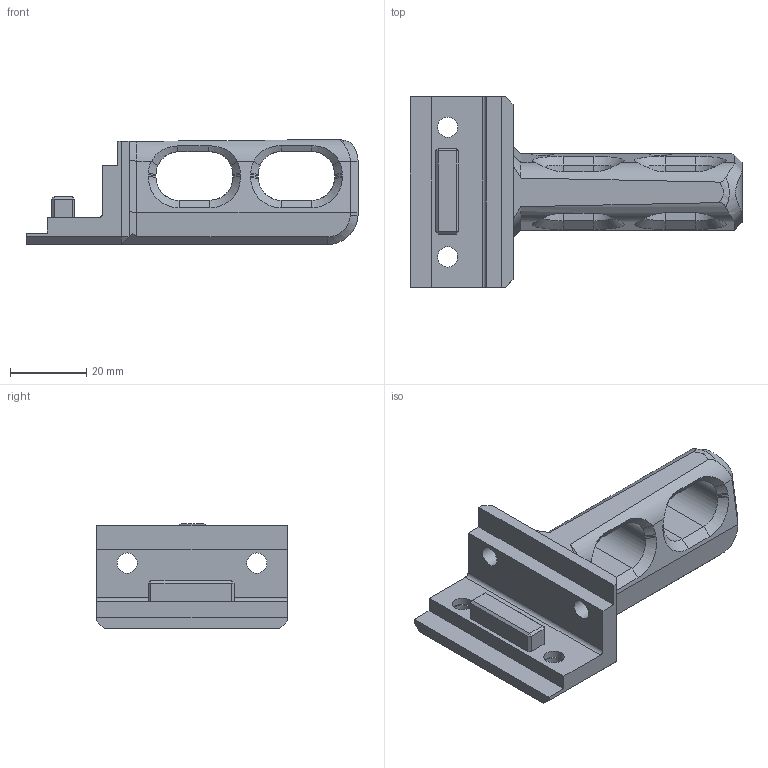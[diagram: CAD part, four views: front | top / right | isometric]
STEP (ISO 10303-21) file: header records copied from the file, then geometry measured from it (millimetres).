
FILE_DESCRIPTION(/* description */ (''),/* implementation_level */ '2;1');
FILE_NAME(/* name */ 'PSF_2020_Mount_Perpendicular.step',/* time_stamp */ '2026-02-07T17:22:06-05:00',/* author */ (''),/* organization */ (''),/* preprocessor_version */ 'ST-DEVELOPER v20.1',/* originating_system */ 'Autodesk Translation Framework v14.24.0.0',/* authorisation */ '');
FILE_SCHEMA (('AUTOMOTIVE_DESIGN { 1 0 10303 214 3 1 1 }'));
Length unit declared in the file: millimetre
Products named in the file (1): PSF published parts
Bounding box: 87 x 50 x 27.51 mm (x, y, z)
Volume: 31462.5 mm3; surface area: 12816.7 mm2
Topology: 1 solids, 1 shells, 237 faces, 603 edges, 377 vertices
Faces by surface type: plane 149, bspline 41, cylinder 39, cone 8
Full cylindrical faces by diameter (mm): 5.3 x6, 10 x4
Entity records: 8230 total; most frequent: CARTESIAN_POINT 2708, ORIENTED_EDGE 1206, DIRECTION 962, EDGE_CURVE 603, LINE 404, VECTOR 404, VERTEX_POINT 377, AXIS2_PLACEMENT_3D 279
